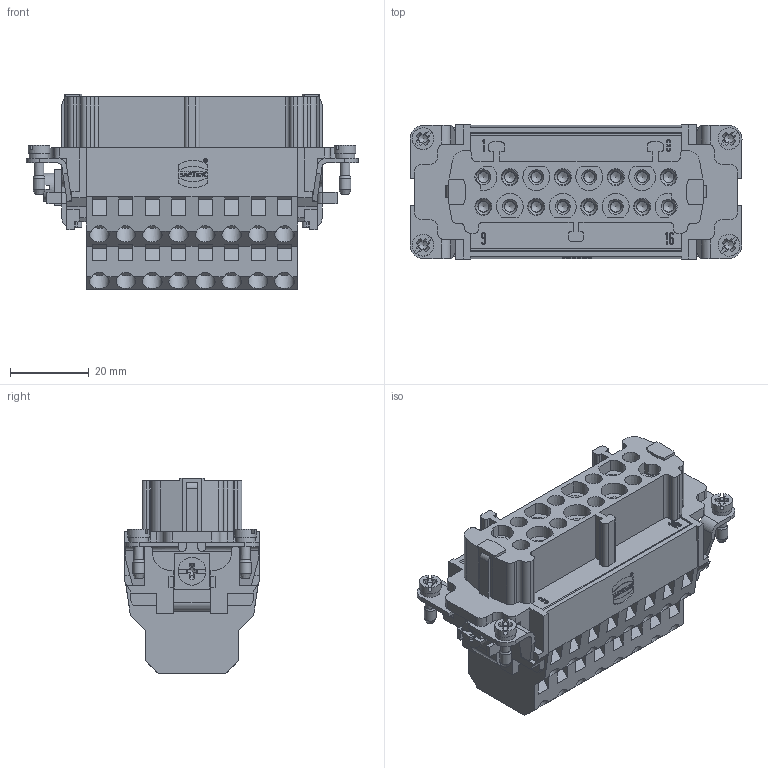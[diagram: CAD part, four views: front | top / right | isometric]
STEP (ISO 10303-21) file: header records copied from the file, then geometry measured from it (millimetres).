
FILE_DESCRIPTION(/* description */ (''),/* implementation_level */ '2;1');
FILE_NAME(/* name */ '100095114ugm000_c.stp',/* time_stamp */ '2019-03-22T06:36:36+01:00',/* author */ (''),/* organization */ (''),/* preprocessor_version */ 'ST-DEVELOPER v16.7',/* originating_system */ 'SIEMENS PLM Software NX 12.0',/* authorisation */ '');
FILE_SCHEMA (('AUTOMOTIVE_DESIGN { 1 0 10303 214 3 1 1 1 }'));
Length unit declared in the file: millimetre
Products named in the file (1): 100095114ugm000_c
Bounding box: 84.1 x 34 x 49.6 mm (x, y, z)
Volume: 71415.2 mm3; surface area: 22342.9 mm2
Topology: 1 solids, 1 shells, 1264 faces, 3634 edges, 2653 vertices
Faces by surface type: plane 828, cylinder 216, cone 105, extrusion 99, torus 16
Full cylindrical faces by diameter (mm): 0.797 x1, 0.942 x1, 2.3 x2, 2.45 x2, 2.5 x4, 2.8 x16, 3 x4, 3.05 x16, 3.242 x1, 5 x36, 5.5 x4, 7 x1
Entity records: 49371 total; most frequent: CARTESIAN_POINT 8775, ORIENTED_EDGE 6282, DIRECTION 6004, EDGE_CURVE 3141, VECTOR 2336, LINE 2237, VERTEX_POINT 2175, AXIS2_PLACEMENT_3D 1834
